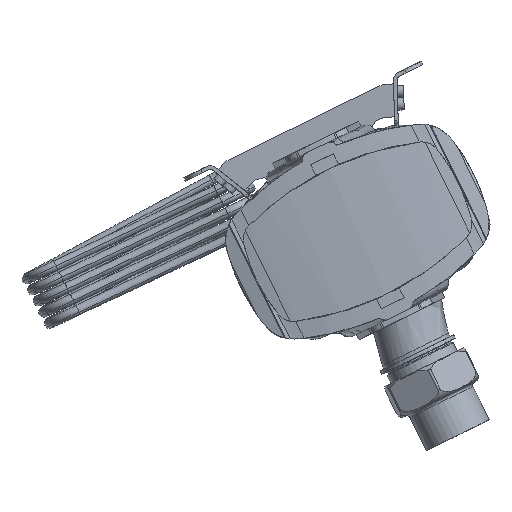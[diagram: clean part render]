
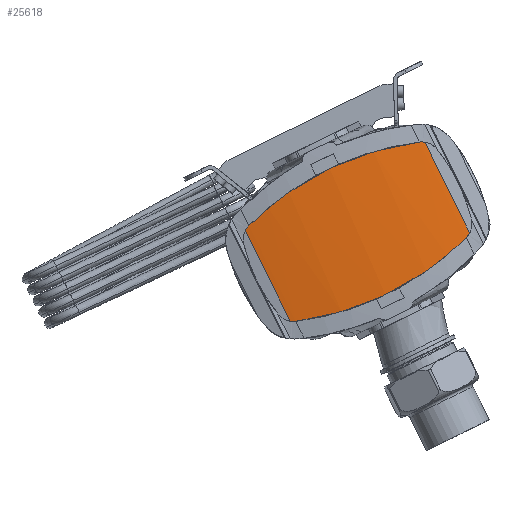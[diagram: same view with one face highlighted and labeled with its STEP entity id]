
A CAD part, front view. The second image highlights one B-rep face of the part: STEP entity #25618.
In plain terms, the highlighted free-form (B-spline) face has degree [2, 1] with [3, 2] control points.
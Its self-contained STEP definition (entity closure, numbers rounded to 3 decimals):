
#230=B_SPLINE_SURFACE_WITH_KNOTS('',2,1,((#66530,#66531),(#66532,#66533),
(#66534,#66535)),.UNSPECIFIED.,.F.,.F.,.F.,(3,3),(2,2),(0.,1.),(-10.,10.),
 .UNSPECIFIED.);
#3697=LINE('',#66461,#6175);
#3709=LINE('',#66529,#6187);
#6175=VECTOR('',#33491,10.);
#6187=VECTOR('',#33527,10.);
#7793=FACE_OUTER_BOUND('',#9234,.T.);
#9234=EDGE_LOOP('',(#23555,#23556,#23557,#23558,#23559,#23560,#23561,#23562));
#9780=B_SPLINE_CURVE_WITH_KNOTS('',3,(#66187,#66188,#66189,#66190,#66191,
#66192,#66193),.UNSPECIFIED.,.F.,.F.,(4,3,4),(0.,0.234,0.468),
 .UNSPECIFIED.);
#9781=B_SPLINE_CURVE_WITH_KNOTS('',3,(#66214,#66215,#66216,#66217,#66218,
#66219,#66220,#66221,#66222,#66223,#66224,#66225),.UNSPECIFIED.,.F.,.F.,
(4,2,2,2,2,4),(0.,4.467,7.64,10.73,12.956,
15.609),.UNSPECIFIED.);
#9782=B_SPLINE_CURVE_WITH_KNOTS('',3,(#66246,#66247,#66248,#66249,#66250,
#66251,#66252),.UNSPECIFIED.,.F.,.F.,(4,3,4),(0.,0.234,0.467),
 .UNSPECIFIED.);
#9789=B_SPLINE_CURVE_WITH_KNOTS('',3,(#66371,#66372,#66373,#66374,#66375,
#66376,#66377),.UNSPECIFIED.,.F.,.F.,(4,3,4),(0.,0.234,0.467),
 .UNSPECIFIED.);
#9791=B_SPLINE_CURVE_WITH_KNOTS('',3,(#66404,#66405,#66406,#66407,#66408,
#66409,#66410,#66411,#66412,#66413,#66414,#66415),.UNSPECIFIED.,.F.,.F.,
(4,2,2,2,2,4),(0.,4.458,7.626,10.721,12.949,
15.609),.UNSPECIFIED.);
#9793=B_SPLINE_CURVE_WITH_KNOTS('',3,(#66441,#66442,#66443,#66444,#66445,
#66446,#66447),.UNSPECIFIED.,.F.,.F.,(4,3,4),(0.,0.234,0.468),
 .UNSPECIFIED.);
#12737=VERTEX_POINT('',#66179);
#12738=VERTEX_POINT('',#66186);
#12739=VERTEX_POINT('',#66213);
#12740=VERTEX_POINT('',#66245);
#12746=VERTEX_POINT('',#66368);
#12747=VERTEX_POINT('',#66370);
#12748=VERTEX_POINT('',#66402);
#12749=VERTEX_POINT('',#66434);
#16335=EDGE_CURVE('',#12738,#12737,#9780,.T.);
#16337=EDGE_CURVE('',#12739,#12738,#9781,.T.);
#16339=EDGE_CURVE('',#12740,#12739,#9782,.T.);
#16352=EDGE_CURVE('',#12747,#12746,#9789,.T.);
#16355=EDGE_CURVE('',#12746,#12748,#9791,.T.);
#16357=EDGE_CURVE('',#12748,#12749,#9793,.T.);
#16360=EDGE_CURVE('',#12747,#12737,#3697,.T.);
#16379=EDGE_CURVE('',#12740,#12749,#3709,.T.);
#23555=ORIENTED_EDGE('',*,*,#16335,.T.);
#23556=ORIENTED_EDGE('',*,*,#16360,.F.);
#23557=ORIENTED_EDGE('',*,*,#16352,.T.);
#23558=ORIENTED_EDGE('',*,*,#16355,.T.);
#23559=ORIENTED_EDGE('',*,*,#16357,.T.);
#23560=ORIENTED_EDGE('',*,*,#16379,.F.);
#23561=ORIENTED_EDGE('',*,*,#16339,.T.);
#23562=ORIENTED_EDGE('',*,*,#16337,.T.);
#25618=ADVANCED_FACE('',(#7793),#230,.F.);
#33491=DIRECTION('',(0.,0.,1.));
#33527=DIRECTION('',(0.,0.,-1.));
#66179=CARTESIAN_POINT('',(-80.463,-264.916,40.263));
#66186=CARTESIAN_POINT('',(-76.376,-265.48,42.408));
#66187=CARTESIAN_POINT('Ctrl Pts',(-76.376,-265.48,
42.408));
#66188=CARTESIAN_POINT('Ctrl Pts',(-77.105,-265.382,
42.151));
#66189=CARTESIAN_POINT('Ctrl Pts',(-77.814,-265.285,
41.843));
#66190=CARTESIAN_POINT('Ctrl Pts',(-78.497,-265.191,41.484));
#66191=CARTESIAN_POINT('Ctrl Pts',(-79.18,-265.097,
41.126));
#66192=CARTESIAN_POINT('Ctrl Pts',(-79.837,-265.005,
40.718));
#66193=CARTESIAN_POINT('Ctrl Pts',(-80.463,-264.916,
40.263));
#66213=CARTESIAN_POINT('',(76.376,-265.478,42.408));
#66214=CARTESIAN_POINT('Ctrl Pts',(76.376,-265.478,42.408));
#66215=CARTESIAN_POINT('Ctrl Pts',(62.4,-267.352,47.19));
#66216=CARTESIAN_POINT('Ctrl Pts',(47.976,-268.769,50.662));
#66217=CARTESIAN_POINT('Ctrl Pts',(22.799,-270.242,54.246));
#66218=CARTESIAN_POINT('Ctrl Pts',(12.24,-270.57,55.033));
#66219=CARTESIAN_POINT('Ctrl Pts',(-8.652,-270.633,
55.18));
#66220=CARTESIAN_POINT('Ctrl Pts',(-18.947,-270.383,
54.575));
#66221=CARTESIAN_POINT('Ctrl Pts',(-36.508,-269.484,
52.389));
#66222=CARTESIAN_POINT('Ctrl Pts',(-43.801,-268.968,
51.129));
#66223=CARTESIAN_POINT('Ctrl Pts',(-59.615,-267.55,
47.627));
#66224=CARTESIAN_POINT('Ctrl Pts',(-68.079,-266.595,45.247));
#66225=CARTESIAN_POINT('Ctrl Pts',(-76.376,-265.48,
42.408));
#66245=CARTESIAN_POINT('',(80.463,-264.916,40.263));
#66246=CARTESIAN_POINT('Ctrl Pts',(80.463,-264.916,40.263));
#66247=CARTESIAN_POINT('Ctrl Pts',(79.837,-265.004,40.717));
#66248=CARTESIAN_POINT('Ctrl Pts',(79.18,-265.096,41.125));
#66249=CARTESIAN_POINT('Ctrl Pts',(78.497,-265.19,41.484));
#66250=CARTESIAN_POINT('Ctrl Pts',(77.814,-265.284,41.843));
#66251=CARTESIAN_POINT('Ctrl Pts',(77.105,-265.381,42.151));
#66252=CARTESIAN_POINT('Ctrl Pts',(76.376,-265.478,42.408));
#66368=CARTESIAN_POINT('',(-76.376,-265.48,-43.308));
#66370=CARTESIAN_POINT('',(-80.463,-264.916,-41.163));
#66371=CARTESIAN_POINT('Ctrl Pts',(-80.463,-264.916,
-41.163));
#66372=CARTESIAN_POINT('Ctrl Pts',(-79.837,-265.005,
-41.618));
#66373=CARTESIAN_POINT('Ctrl Pts',(-79.18,-265.097,
-42.026));
#66374=CARTESIAN_POINT('Ctrl Pts',(-78.497,-265.191,
-42.384));
#66375=CARTESIAN_POINT('Ctrl Pts',(-77.814,-265.285,
-42.743));
#66376=CARTESIAN_POINT('Ctrl Pts',(-77.105,-265.382,-43.051));
#66377=CARTESIAN_POINT('Ctrl Pts',(-76.376,-265.48,
-43.308));
#66402=CARTESIAN_POINT('',(76.376,-265.478,-43.308));
#66404=CARTESIAN_POINT('Ctrl Pts',(-76.376,-265.48,
-43.308));
#66405=CARTESIAN_POINT('Ctrl Pts',(-62.427,-267.355,
-48.08));
#66406=CARTESIAN_POINT('Ctrl Pts',(-48.032,-268.771,
-51.548));
#66407=CARTESIAN_POINT('Ctrl Pts',(-22.902,-270.242,-55.135));
#66408=CARTESIAN_POINT('Ctrl Pts',(-12.36,-270.57,
-55.926));
#66409=CARTESIAN_POINT('Ctrl Pts',(8.528,-270.634,-56.085));
#66410=CARTESIAN_POINT('Ctrl Pts',(18.836,-270.383,-55.485));
#66411=CARTESIAN_POINT('Ctrl Pts',(36.42,-269.484,-53.303));
#66412=CARTESIAN_POINT('Ctrl Pts',(43.721,-268.968,-52.045));
#66413=CARTESIAN_POINT('Ctrl Pts',(59.568,-267.549,-48.54));
#66414=CARTESIAN_POINT('Ctrl Pts',(68.056,-266.594,-46.155));
#66415=CARTESIAN_POINT('Ctrl Pts',(76.376,-265.478,-43.308));
#66434=CARTESIAN_POINT('',(80.463,-264.916,-41.163));
#66441=CARTESIAN_POINT('Ctrl Pts',(76.376,-265.478,-43.308));
#66442=CARTESIAN_POINT('Ctrl Pts',(77.105,-265.381,-43.051));
#66443=CARTESIAN_POINT('Ctrl Pts',(77.814,-265.284,-42.743));
#66444=CARTESIAN_POINT('Ctrl Pts',(78.497,-265.19,-42.384));
#66445=CARTESIAN_POINT('Ctrl Pts',(79.18,-265.096,-42.026));
#66446=CARTESIAN_POINT('Ctrl Pts',(79.837,-265.004,-41.618));
#66447=CARTESIAN_POINT('Ctrl Pts',(80.463,-264.916,-41.163));
#66461=CARTESIAN_POINT('',(-80.463,-264.916,0.));
#66529=CARTESIAN_POINT('',(80.463,-264.916,0.));
#66530=CARTESIAN_POINT('Ctrl Pts',(80.463,-264.916,-100.));
#66531=CARTESIAN_POINT('Ctrl Pts',(80.463,-264.916,100.));
#66532=CARTESIAN_POINT('Ctrl Pts',(-0.117,-276.294,
-100.));
#66533=CARTESIAN_POINT('Ctrl Pts',(-0.117,-276.294,
100.));
#66534=CARTESIAN_POINT('Ctrl Pts',(-80.463,-264.916,
-100.));
#66535=CARTESIAN_POINT('Ctrl Pts',(-80.463,-264.916,
100.));
